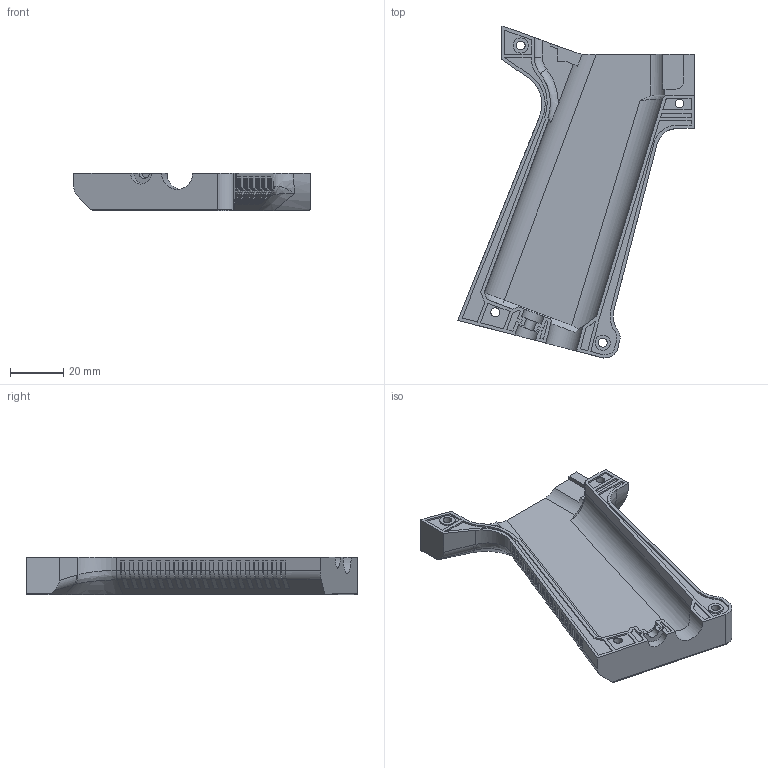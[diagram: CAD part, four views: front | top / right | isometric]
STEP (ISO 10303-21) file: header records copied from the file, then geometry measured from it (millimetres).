
FILE_DESCRIPTION(/* description */ (''),/* implementation_level */ '2;1');
FILE_NAME(/* name */ '30-grip-left-textured.step',/* time_stamp */ '2022-05-01T11:40:34+01:00',/* author */ (''),/* organization */ (''),/* preprocessor_version */ 'ST-DEVELOPER v18.1',/* originating_system */ 'Autodesk Translation Framework v10.14.0.1471',/* authorisation */ '');
FILE_SCHEMA (('AUTOMOTIVE_DESIGN { 1 0 10303 214 3 1 1 }'));
Length unit declared in the file: millimetre
Products named in the file (1): 30-grip-left-textured (1)
Bounding box: 88.84 x 124.65 x 14 mm (x, y, z)
Volume: 26846.8 mm3; surface area: 19708.6 mm2
Topology: 1 solids, 1 shells, 486 faces, 1383 edges, 909 vertices
Faces by surface type: plane 347, cylinder 77, bspline 54, cone 6, torus 2
Full cylindrical faces by diameter (mm): 3.3 x4, 5.6 x4, 5.7 x2
Entity records: 21109 total; most frequent: CARTESIAN_POINT 8711, ORIENTED_EDGE 2764, DIRECTION 2283, EDGE_CURVE 1382, LINE 1005, VECTOR 1005, VERTEX_POINT 909, AXIS2_PLACEMENT_3D 639
